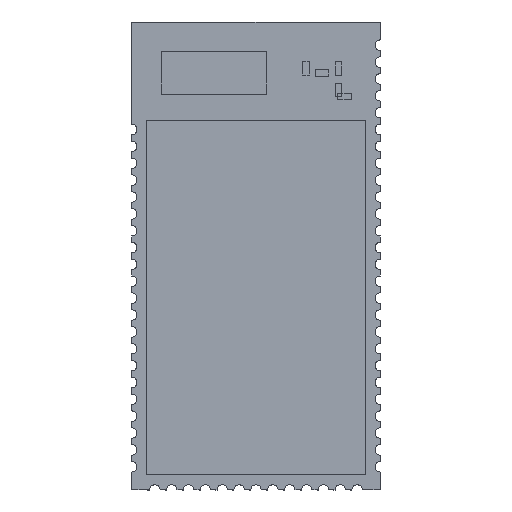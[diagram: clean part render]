
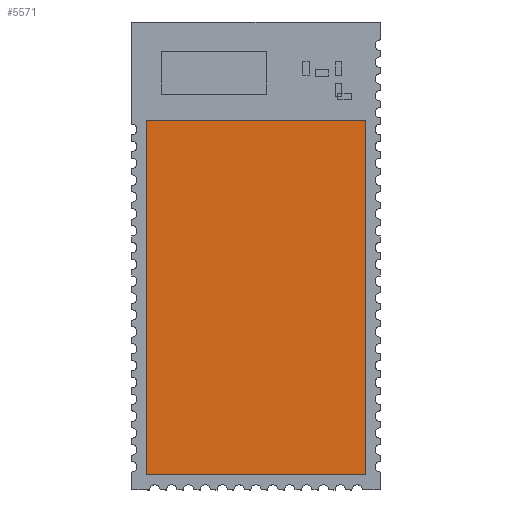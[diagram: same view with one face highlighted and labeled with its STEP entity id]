
A CAD part, top view. The second image highlights one B-rep face of the part: STEP entity #5571.
In plain terms, the highlighted planar face has unit normal (0, 0, 1).
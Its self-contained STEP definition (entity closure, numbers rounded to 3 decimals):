
#5442 = VERTEX_POINT('',#5443);
#5443 = CARTESIAN_POINT('',(-5.2,8.4,1.6));
#5449 = EDGE_CURVE('',#5442,#5450,#5452,.T.);
#5450 = VERTEX_POINT('',#5451);
#5451 = CARTESIAN_POINT('',(5.2,8.4,1.6));
#5452 = LINE('',#5453,#5454);
#5453 = CARTESIAN_POINT('',(-5.2,8.4,1.6));
#5454 = VECTOR('',#5455,1.);
#5455 = DIRECTION('',(1.,0.,0.));
#5480 = EDGE_CURVE('',#5450,#5481,#5483,.T.);
#5481 = VERTEX_POINT('',#5482);
#5482 = CARTESIAN_POINT('',(5.2,-8.4,1.6));
#5483 = LINE('',#5484,#5485);
#5484 = CARTESIAN_POINT('',(5.2,8.4,1.6));
#5485 = VECTOR('',#5486,1.);
#5486 = DIRECTION('',(0.,-1.,0.));
#5511 = EDGE_CURVE('',#5481,#5512,#5514,.T.);
#5512 = VERTEX_POINT('',#5513);
#5513 = CARTESIAN_POINT('',(-5.2,-8.4,1.6));
#5514 = LINE('',#5515,#5516);
#5515 = CARTESIAN_POINT('',(5.2,-8.4,1.6));
#5516 = VECTOR('',#5517,1.);
#5517 = DIRECTION('',(-1.,0.,0.));
#5542 = EDGE_CURVE('',#5512,#5442,#5543,.T.);
#5543 = LINE('',#5544,#5545);
#5544 = CARTESIAN_POINT('',(-5.2,-8.4,1.6));
#5545 = VECTOR('',#5546,1.);
#5546 = DIRECTION('',(0.,1.,0.));
#5571 = ADVANCED_FACE('',(#5572),#5578,.T.);
#5572 = FACE_BOUND('',#5573,.F.);
#5573 = EDGE_LOOP('',(#5574,#5575,#5576,#5577));
#5574 = ORIENTED_EDGE('',*,*,#5449,.T.);
#5575 = ORIENTED_EDGE('',*,*,#5480,.T.);
#5576 = ORIENTED_EDGE('',*,*,#5511,.T.);
#5577 = ORIENTED_EDGE('',*,*,#5542,.T.);
#5578 = PLANE('',#5579);
#5579 = AXIS2_PLACEMENT_3D('',#5580,#5581,#5582);
#5580 = CARTESIAN_POINT('',(-5.2,8.4,1.6));
#5581 = DIRECTION('',(0.,0.,1.));
#5582 = DIRECTION('',(1.,0.,0.));
